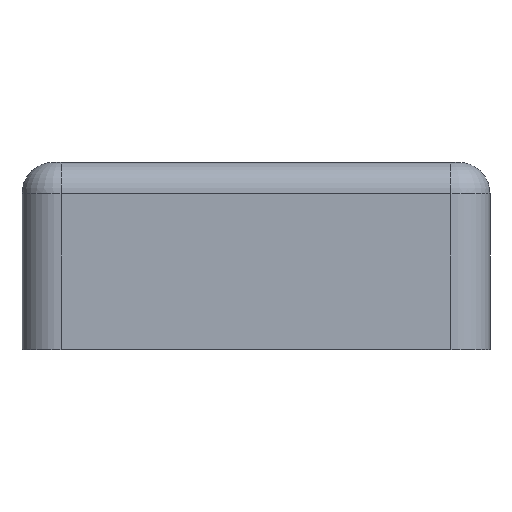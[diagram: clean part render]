
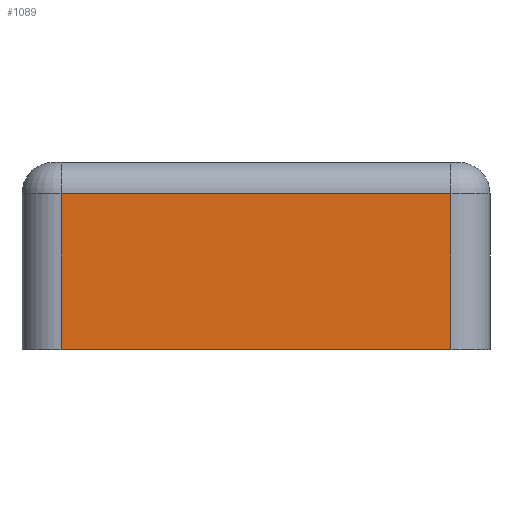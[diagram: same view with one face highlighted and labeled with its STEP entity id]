
A CAD part, front view. The second image highlights one B-rep face of the part: STEP entity #1089.
In plain terms, the highlighted planar face has unit normal (0, -1, 0).
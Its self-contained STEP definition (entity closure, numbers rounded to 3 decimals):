
#73 = LINE ( 'NONE', #5793, #5217 ) ;
#118 = VECTOR ( 'NONE', #4374, 1000. ) ;
#251 = ORIENTED_EDGE ( 'NONE', *, *, #4976, .F. ) ;
#511 = CARTESIAN_POINT ( 'NONE',  ( 15., -30., 0. ) ) ;
#652 = VECTOR ( 'NONE', #1796, 1000. ) ;
#687 = VECTOR ( 'NONE', #6036, 1000. ) ;
#757 = ORIENTED_EDGE ( 'NONE', *, *, #4513, .F. ) ;
#833 = EDGE_CURVE ( 'NONE', #2300, #2053, #2595, .T. ) ;
#1049 = CARTESIAN_POINT ( 'NONE',  ( -15., -30., 12. ) ) ;
#1089 = ADVANCED_FACE ( 'NONE', ( #4386 ), #5140, .F. ) ;
#1782 = CARTESIAN_POINT ( 'NONE',  ( -15., -30., 10. ) ) ;
#1796 = DIRECTION ( 'NONE',  ( 1., 0., 0. ) ) ;
#1955 = CARTESIAN_POINT ( 'NONE',  ( 12.5, -30., 0. ) ) ;
#2053 = VERTEX_POINT ( 'NONE', #3541 ) ;
#2300 = VERTEX_POINT ( 'NONE', #2716 ) ;
#2315 = LINE ( 'NONE', #511, #687 ) ;
#2323 = VERTEX_POINT ( 'NONE', #3671 ) ;
#2595 = LINE ( 'NONE', #2732, #118 ) ;
#2716 = CARTESIAN_POINT ( 'NONE',  ( -12.5, -30., 0. ) ) ;
#2732 = CARTESIAN_POINT ( 'NONE',  ( -12.5, -30., 12. ) ) ;
#2789 = ORIENTED_EDGE ( 'NONE', *, *, #3392, .F. ) ;
#3392 = EDGE_CURVE ( 'NONE', #2053, #2323, #3455, .T. ) ;
#3455 = LINE ( 'NONE', #1782, #652 ) ;
#3541 = CARTESIAN_POINT ( 'NONE',  ( -12.5, -30., 10. ) ) ;
#3671 = CARTESIAN_POINT ( 'NONE',  ( 12.5, -30., 10. ) ) ;
#3893 = ORIENTED_EDGE ( 'NONE', *, *, #833, .F. ) ;
#4255 = VERTEX_POINT ( 'NONE', #1955 ) ;
#4374 = DIRECTION ( 'NONE',  ( 0., 0., 1. ) ) ;
#4386 = FACE_OUTER_BOUND ( 'NONE', #5844, .T. ) ;
#4513 = EDGE_CURVE ( 'NONE', #4255, #2300, #2315, .T. ) ;
#4539 = DIRECTION ( 'NONE',  ( 0., 1., 0. ) ) ;
#4976 = EDGE_CURVE ( 'NONE', #2323, #4255, #73, .T. ) ;
#5053 = DIRECTION ( 'NONE',  ( -1., 0., 0. ) ) ;
#5140 = PLANE ( 'NONE',  #5249 ) ;
#5217 = VECTOR ( 'NONE', #5811, 1000. ) ;
#5249 = AXIS2_PLACEMENT_3D ( 'NONE', #1049, #4539, #5053 ) ;
#5793 = CARTESIAN_POINT ( 'NONE',  ( 12.5, -30., 12. ) ) ;
#5811 = DIRECTION ( 'NONE',  ( 0., 0., -1. ) ) ;
#5844 = EDGE_LOOP ( 'NONE', ( #2789, #3893, #757, #251 ) ) ;
#6036 = DIRECTION ( 'NONE',  ( -1., 0., 0. ) ) ;
